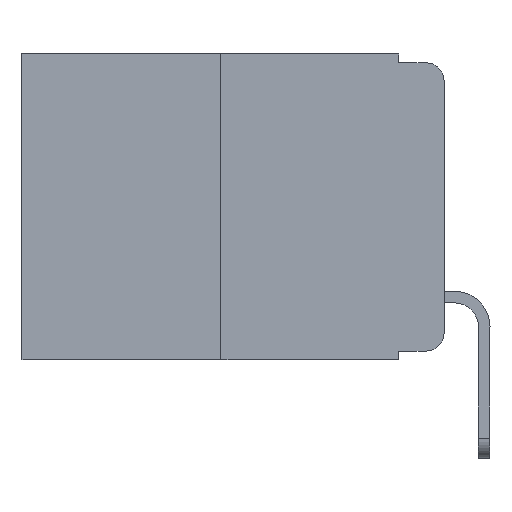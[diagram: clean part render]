
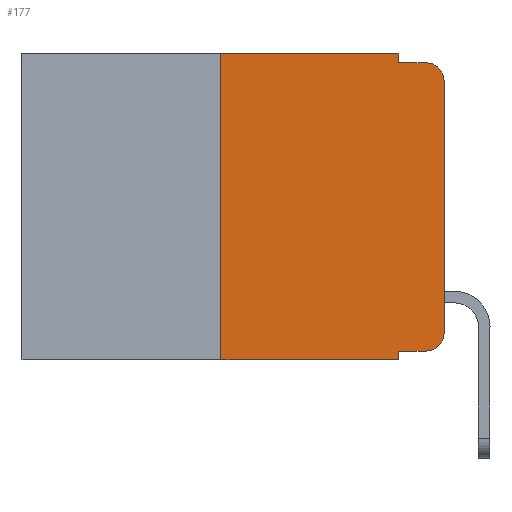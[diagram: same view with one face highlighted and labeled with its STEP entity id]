
A CAD part, left-side view. The second image highlights one B-rep face of the part: STEP entity #177.
In plain terms, the highlighted planar face has unit normal (-1, 0, 0).
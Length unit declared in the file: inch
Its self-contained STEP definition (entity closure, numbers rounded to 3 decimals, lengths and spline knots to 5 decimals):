
#33 = DIRECTION ( 'NONE',  ( 0., -1., 0. ) ) ;
#71 = ORIENTED_EDGE ( 'NONE', *, *, #5042, .T. ) ;
#101 = CARTESIAN_POINT ( 'NONE',  ( 0., 0., -0.313 ) ) ;
#177 = ADVANCED_FACE ( 'NONE', ( #561 ), #587, .F. ) ;
#455 = VECTOR ( 'NONE', #5936, 39.37008 ) ;
#457 = DIRECTION ( 'NONE',  ( 0., 0., -1. ) ) ;
#561 = FACE_OUTER_BOUND ( 'NONE', #999, .T. ) ;
#587 = PLANE ( 'NONE',  #8686 ) ;
#877 = DIRECTION ( 'NONE',  ( -1., 0., 0. ) ) ;
#978 = CARTESIAN_POINT ( 'NONE',  ( 0., 0.051, -0.333 ) ) ;
#999 = EDGE_LOOP ( 'NONE', ( #4891, #71, #13118, #11137, #9683, #7612, #12386, #9449, #5913, #5120 ) ) ;
#1050 = VERTEX_POINT ( 'NONE', #5611 ) ;
#1108 = VERTEX_POINT ( 'NONE', #2115 ) ;
#1318 = VECTOR ( 'NONE', #33, 39.37008 ) ;
#1471 = LINE ( 'NONE', #11009, #12274 ) ;
#1490 = VERTEX_POINT ( 'NONE', #4461 ) ;
#1593 = LINE ( 'NONE', #10029, #455 ) ;
#2115 = CARTESIAN_POINT ( 'NONE',  ( 0., 0.051, -0.343 ) ) ;
#2217 = VECTOR ( 'NONE', #12108, 39.37008 ) ;
#2772 = AXIS2_PLACEMENT_3D ( 'NONE', #9216, #877, #3012 ) ;
#2947 = LINE ( 'NONE', #11300, #1318 ) ;
#3012 = DIRECTION ( 'NONE',  ( 0., 0., -1. ) ) ;
#3520 = DIRECTION ( 'NONE',  ( 1., 0., 0. ) ) ;
#3571 = VECTOR ( 'NONE', #11265, 39.37008 ) ;
#3616 = EDGE_CURVE ( 'NONE', #4545, #4422, #4694, .T. ) ;
#3665 = CARTESIAN_POINT ( 'NONE',  ( 0., 0.25, 0. ) ) ;
#4296 = EDGE_CURVE ( 'NONE', #11103, #13298, #1471, .T. ) ;
#4422 = VERTEX_POINT ( 'NONE', #6046 ) ;
#4461 = CARTESIAN_POINT ( 'NONE',  ( 0., 0.051, -0.333 ) ) ;
#4487 = DIRECTION ( 'NONE',  ( 0., -1., 0. ) ) ;
#4545 = VERTEX_POINT ( 'NONE', #7354 ) ;
#4674 = DIRECTION ( 'NONE',  ( 0., 0., 1. ) ) ;
#4694 = LINE ( 'NONE', #3665, #9086 ) ;
#4782 = VERTEX_POINT ( 'NONE', #10810 ) ;
#4891 = ORIENTED_EDGE ( 'NONE', *, *, #4296, .T. ) ;
#4985 = LINE ( 'NONE', #978, #10836 ) ;
#5042 = EDGE_CURVE ( 'NONE', #13298, #5938, #11767, .T. ) ;
#5120 = ORIENTED_EDGE ( 'NONE', *, *, #12683, .T. ) ;
#5611 = CARTESIAN_POINT ( 'NONE',  ( 0., 0.02, -0.333 ) ) ;
#5913 = ORIENTED_EDGE ( 'NONE', *, *, #10033, .T. ) ;
#5936 = DIRECTION ( 'NONE',  ( 0., 0., -1. ) ) ;
#5938 = VERTEX_POINT ( 'NONE', #7877 ) ;
#6046 = CARTESIAN_POINT ( 'NONE',  ( 0., 0.25, 0. ) ) ;
#6534 = EDGE_CURVE ( 'NONE', #11241, #4782, #11897, .T. ) ;
#6672 = CARTESIAN_POINT ( 'NONE',  ( 0., 0.473, 0. ) ) ;
#6894 = LINE ( 'NONE', #10676, #12273 ) ;
#7124 = EDGE_CURVE ( 'NONE', #1490, #1108, #1593, .T. ) ;
#7354 = CARTESIAN_POINT ( 'NONE',  ( 0., 0.25, -0.343 ) ) ;
#7588 = CARTESIAN_POINT ( 'NONE',  ( 0., 0.02, -0.313 ) ) ;
#7612 = ORIENTED_EDGE ( 'NONE', *, *, #3616, .F. ) ;
#7758 = LINE ( 'NONE', #8272, #3571 ) ;
#7877 = CARTESIAN_POINT ( 'NONE',  ( 0., 0.02, -0.01 ) ) ;
#8272 = CARTESIAN_POINT ( 'NONE',  ( 0., 0.473, 0. ) ) ;
#8686 = AXIS2_PLACEMENT_3D ( 'NONE', #6672, #3520, #457 ) ;
#9010 = DIRECTION ( 'NONE',  ( 0., 0., 1. ) ) ;
#9086 = VECTOR ( 'NONE', #4674, 39.37008 ) ;
#9185 = DIRECTION ( 'NONE',  ( 0., -1., 0. ) ) ;
#9216 = CARTESIAN_POINT ( 'NONE',  ( 0., 0.02, -0.03 ) ) ;
#9449 = ORIENTED_EDGE ( 'NONE', *, *, #7124, .F. ) ;
#9543 = CARTESIAN_POINT ( 'NONE',  ( 0., 0., -0.03 ) ) ;
#9683 = ORIENTED_EDGE ( 'NONE', *, *, #10017, .F. ) ;
#10001 = CIRCLE ( 'NONE', #13122, 0.02 ) ;
#10017 = EDGE_CURVE ( 'NONE', #4422, #11241, #7758, .T. ) ;
#10029 = CARTESIAN_POINT ( 'NONE',  ( 0., 0.051, 0. ) ) ;
#10033 = EDGE_CURVE ( 'NONE', #1490, #1050, #4985, .T. ) ;
#10117 = CARTESIAN_POINT ( 'NONE',  ( 0., 0.051, 0. ) ) ;
#10676 = CARTESIAN_POINT ( 'NONE',  ( 0., 0.051, -0.01 ) ) ;
#10769 = DIRECTION ( 'NONE',  ( -1., 0., 0. ) ) ;
#10810 = CARTESIAN_POINT ( 'NONE',  ( 0., 0.051, -0.01 ) ) ;
#10836 = VECTOR ( 'NONE', #9185, 39.37008 ) ;
#11009 = CARTESIAN_POINT ( 'NONE',  ( 0., 0., 0. ) ) ;
#11103 = VERTEX_POINT ( 'NONE', #101 ) ;
#11137 = ORIENTED_EDGE ( 'NONE', *, *, #6534, .F. ) ;
#11241 = VERTEX_POINT ( 'NONE', #12232 ) ;
#11265 = DIRECTION ( 'NONE',  ( 0., -1., 0. ) ) ;
#11300 = CARTESIAN_POINT ( 'NONE',  ( 0., 0.473, -0.343 ) ) ;
#11766 = DIRECTION ( 'NONE',  ( 0., 0., -1. ) ) ;
#11767 = CIRCLE ( 'NONE', #2772, 0.02 ) ;
#11840 = EDGE_CURVE ( 'NONE', #4545, #1108, #2947, .T. ) ;
#11897 = LINE ( 'NONE', #10117, #2217 ) ;
#12108 = DIRECTION ( 'NONE',  ( 0., 0., -1. ) ) ;
#12232 = CARTESIAN_POINT ( 'NONE',  ( 0., 0.051, 0. ) ) ;
#12273 = VECTOR ( 'NONE', #4487, 39.37008 ) ;
#12274 = VECTOR ( 'NONE', #9010, 39.37008 ) ;
#12386 = ORIENTED_EDGE ( 'NONE', *, *, #11840, .T. ) ;
#12683 = EDGE_CURVE ( 'NONE', #1050, #11103, #10001, .T. ) ;
#12722 = EDGE_CURVE ( 'NONE', #4782, #5938, #6894, .T. ) ;
#13118 = ORIENTED_EDGE ( 'NONE', *, *, #12722, .F. ) ;
#13122 = AXIS2_PLACEMENT_3D ( 'NONE', #7588, #10769, #11766 ) ;
#13298 = VERTEX_POINT ( 'NONE', #9543 ) ;
